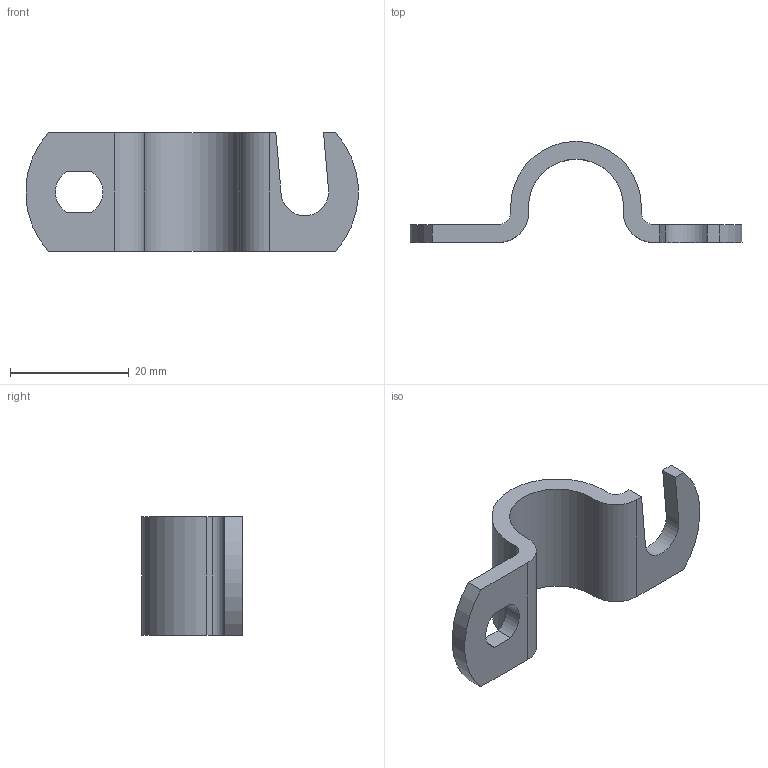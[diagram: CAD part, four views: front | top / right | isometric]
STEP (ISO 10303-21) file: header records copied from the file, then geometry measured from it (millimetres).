
FILE_DESCRIPTION(('Creo Elements/Direct Modeling STEP Export'),'2;1');
FILE_NAME('5228220.stp','2019-11-07T11:19:42',(''),(''),'Creo Elements/Direct Modeling STEP processor for AP214 (Solid Model)','Creo Elements/Direct Modeling 18.0B 02-Dec-2011 (C) Parametric Technology GmbH','');
FILE_SCHEMA(('AUTOMOTIVE_DESIGN { 1 0 10303 214 1 1 1 1 }'));
Length unit declared in the file: millimetre
Products named in the file (1): Ueberleger
Bounding box: 55.9 x 17 x 20 mm (x, y, z)
Volume: 3767.1 mm3; surface area: 3182.2 mm2
Topology: 1 solids, 1 shells, 26 faces, 72 edges, 48 vertices
Faces by surface type: plane 15, cylinder 11
Entity records: 851 total; most frequent: CARTESIAN_POINT 144, DIRECTION 144, ORIENTED_EDGE 144, EDGE_CURVE 72, AXIS2_PLACEMENT_3D 48, VECTOR 48, LINE 48, VERTEX_POINT 48
